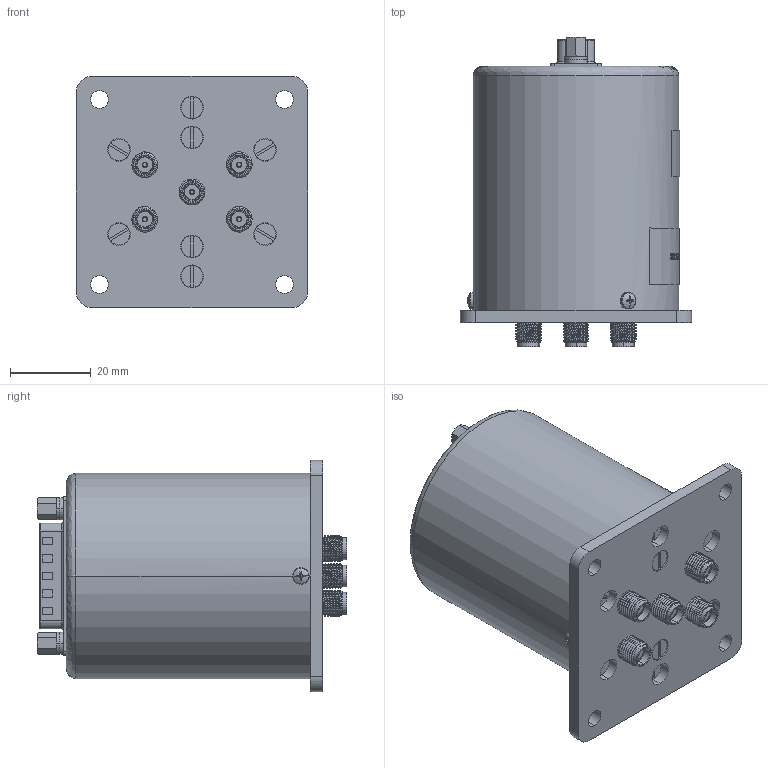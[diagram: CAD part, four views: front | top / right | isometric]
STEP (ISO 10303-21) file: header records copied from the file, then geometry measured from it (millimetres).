
FILE_DESCRIPTION (( 'STEP AP214' ), '1' );
FILE_NAME ('FMSW6547_3D.step', '2023-02-16T17:49:23', ( '' ), ( '' ), 'SwSTEP 2.0', 'SolidWorks 2022', '' );
FILE_SCHEMA (( 'AUTOMOTIVE_DESIGN' ));
Length unit declared in the file: inch
Products named in the file (10): FMSW6547_3D; A16L24Y01-CST; 15P mela-D-SUB CUP 172E-015-103; A16L21002; 6T_4T; A16L61008_-001_1_NO MARKING; A12066001-e360_2; A16029Y01; 9P+H2.375+D2_NO MARKING; A12075Y04_-203
Assembly tree (23 placements, depth 3):
  FMSW6547_3D
    6T_4T
      A16L21002
      A16L24Y01-CST  x8
      A16029Y01  x5
    A12075Y04_-203  x3
    9P+H2.375+D2_NO MARKING
      A16L61008_-001_1_NO MARKING
      15P mela-D-SUB CUP 172E-015-103
      A12066001-e360_2  x2
Bounding box: 57.15 x 76.44 x 57.15 mm (x, y, z)
Volume: 27248.6 mm3; surface area: 38313 mm2
Topology: 31 solids, 31 shells, 1564 faces, 3815 edges, 2462 vertices
Faces by surface type: cylinder 575, plane 536, bspline 364, cone 89
Entity records: 46565 total; most frequent: CARTESIAN_POINT 19205, ORIENTED_EDGE 5366, DIRECTION 3948, EDGE_CURVE 2683, VERTEX_POINT 1737, AXIS2_PLACEMENT_3D 1491, EDGE_LOOP 1222, FACE_OUTER_BOUND 1081
